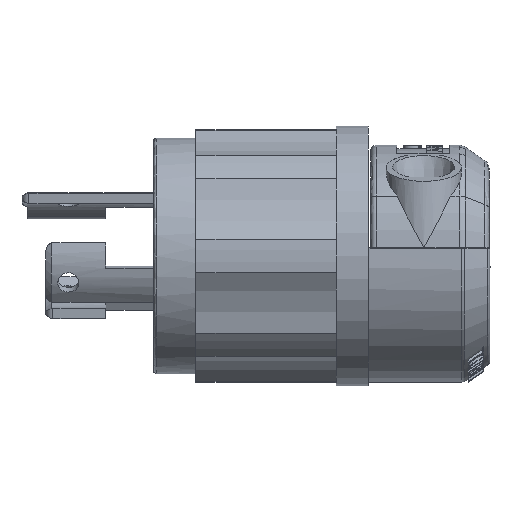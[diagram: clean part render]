
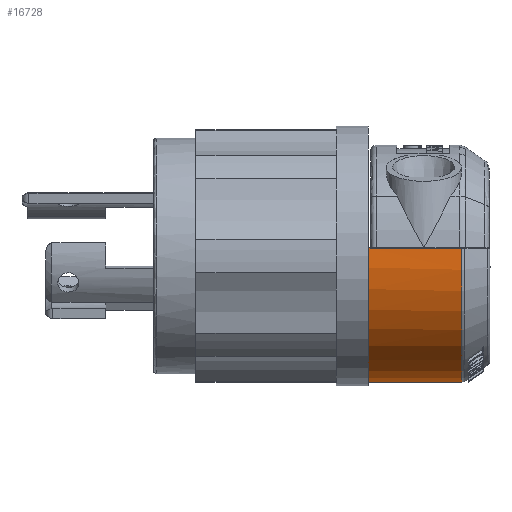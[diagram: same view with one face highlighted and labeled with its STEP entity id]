
A CAD part, front view. The second image highlights one B-rep face of the part: STEP entity #16728.
In plain terms, the highlighted cylindrical face has radius 18.936 mm (diameter 37.871 mm), a partial arc.
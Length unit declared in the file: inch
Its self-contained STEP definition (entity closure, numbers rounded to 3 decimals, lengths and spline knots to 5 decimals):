
#5685 = CARTESIAN_POINT ( 'NONE',  ( 1.01513, -0.60392, -0.16125 ) ) ;
#7239 = DIRECTION ( 'NONE',  ( -1., 0., 0. ) ) ;
#7581 = LINE ( 'NONE', #117377, #9429 ) ;
#8251 = ORIENTED_EDGE ( 'NONE', *, *, #47544, .T. ) ;
#9429 = VECTOR ( 'NONE', #85833, 39.37008 ) ;
#9784 = CARTESIAN_POINT ( 'NONE',  ( 1.01902, -0.60402, -0.16288 ) ) ;
#14923 = VERTEX_POINT ( 'NONE', #36156 ) ;
#15863 = CARTESIAN_POINT ( 'NONE',  ( 1.00799, 0.14, -0.20988 ) ) ;
#16728 = ADVANCED_FACE ( 'NONE', ( #16737 ), #69903, .T. ) ;
#16737 = FACE_OUTER_BOUND ( 'NONE', #40274, .T. ) ;
#18154 = DIRECTION ( 'NONE',  ( 1., 0., 0. ) ) ;
#19486 = AXIS2_PLACEMENT_3D ( 'NONE', #39100, #72179, #28422 ) ;
#24701 = CIRCLE ( 'NONE', #79768, 0.7455 ) ;
#27285 = CARTESIAN_POINT ( 'NONE',  ( 1.00961, -0.60354, -0.15571 ) ) ;
#28422 = DIRECTION ( 'NONE',  ( 0., -1., 0. ) ) ;
#29426 = EDGE_CURVE ( 'NONE', #89517, #66704, #24701, .T. ) ;
#34331 = EDGE_CURVE ( 'NONE', #134828, #34692, #50927, .T. ) ;
#34692 = VERTEX_POINT ( 'NONE', #95130 ) ;
#36156 = CARTESIAN_POINT ( 'NONE',  ( 1.02299, -0.60402, -0.16288 ) ) ;
#38963 = DIRECTION ( 'NONE',  ( 0., 1., 0. ) ) ;
#39100 = CARTESIAN_POINT ( 'NONE',  ( 1.56022, 0.14, -0.20988 ) ) ;
#39441 = DIRECTION ( 'NONE',  ( 1., 0., 0. ) ) ;
#40274 = EDGE_LOOP ( 'NONE', ( #112014, #8251, #59499, #69624, #77076, #118870 ) ) ;
#47544 = EDGE_CURVE ( 'NONE', #89517, #134828, #65235, .T. ) ;
#49362 = B_SPLINE_CURVE_WITH_KNOTS ( 'NONE', 3,
 ( #108055, #118896, #27285, #5685, #9784, #70343 ),
 .UNSPECIFIED., .F., .F.,
 ( 4, 2, 4 ),
 ( 0., 0.0003, 0.0006 ),
 .UNSPECIFIED. ) ;
#50927 = LINE ( 'NONE', #94747, #111245 ) ;
#54036 = CARTESIAN_POINT ( 'NONE',  ( 1.56022, -0.60402, -0.16288 ) ) ;
#56848 = CARTESIAN_POINT ( 'NONE',  ( 1.01513, 0.88392, -0.16125 ) ) ;
#59499 = ORIENTED_EDGE ( 'NONE', *, *, #34331, .T. ) ;
#65235 = B_SPLINE_CURVE_WITH_KNOTS ( 'NONE', 3,
 ( #103460, #122907, #135096, #56848, #81273, #70484 ),
 .UNSPECIFIED., .F., .F.,
 ( 4, 2, 4 ),
 ( 0., 0.0003, 0.0006 ),
 .UNSPECIFIED. ) ;
#65618 = CARTESIAN_POINT ( 'NONE',  ( 1.00799, -0.60292, -0.14788 ) ) ;
#66704 = VERTEX_POINT ( 'NONE', #65618 ) ;
#69624 = ORIENTED_EDGE ( 'NONE', *, *, #75614, .T. ) ;
#69903 = CYLINDRICAL_SURFACE ( 'NONE', #140426, 0.7455 ) ;
#70302 = CARTESIAN_POINT ( 'NONE',  ( 1.02299, 0.88402, -0.16288 ) ) ;
#70343 = CARTESIAN_POINT ( 'NONE',  ( 1.02299, -0.60402, -0.16288 ) ) ;
#70484 = CARTESIAN_POINT ( 'NONE',  ( 1.02299, 0.88402, -0.16288 ) ) ;
#72179 = DIRECTION ( 'NONE',  ( -1., 0., 0. ) ) ;
#75614 = EDGE_CURVE ( 'NONE', #34692, #122382, #111138, .T. ) ;
#77076 = ORIENTED_EDGE ( 'NONE', *, *, #82716, .T. ) ;
#79768 = AXIS2_PLACEMENT_3D ( 'NONE', #15863, #7239, #115637 ) ;
#81273 = CARTESIAN_POINT ( 'NONE',  ( 1.01902, 0.88402, -0.16288 ) ) ;
#82129 = CARTESIAN_POINT ( 'NONE',  ( 1.00799, 0.14, -0.20988 ) ) ;
#82716 = EDGE_CURVE ( 'NONE', #122382, #14923, #7581, .T. ) ;
#85833 = DIRECTION ( 'NONE',  ( -1., 0., 0. ) ) ;
#89517 = VERTEX_POINT ( 'NONE', #95669 ) ;
#94747 = CARTESIAN_POINT ( 'NONE',  ( 1.2841, 0.88402, -0.16288 ) ) ;
#95130 = CARTESIAN_POINT ( 'NONE',  ( 1.56022, 0.88402, -0.16288 ) ) ;
#95669 = CARTESIAN_POINT ( 'NONE',  ( 1.00799, 0.88292, -0.14788 ) ) ;
#103460 = CARTESIAN_POINT ( 'NONE',  ( 1.00799, 0.88292, -0.14788 ) ) ;
#108055 = CARTESIAN_POINT ( 'NONE',  ( 1.00799, -0.60292, -0.14788 ) ) ;
#111138 = CIRCLE ( 'NONE', #19486, 0.7455 ) ;
#111245 = VECTOR ( 'NONE', #39441, 39.37008 ) ;
#112014 = ORIENTED_EDGE ( 'NONE', *, *, #29426, .F. ) ;
#115637 = DIRECTION ( 'NONE',  ( 0., 1., 0. ) ) ;
#117377 = CARTESIAN_POINT ( 'NONE',  ( 1.2841, -0.60402, -0.16288 ) ) ;
#118870 = ORIENTED_EDGE ( 'NONE', *, *, #125386, .F. ) ;
#118896 = CARTESIAN_POINT ( 'NONE',  ( 1.00799, -0.60325, -0.15184 ) ) ;
#122382 = VERTEX_POINT ( 'NONE', #54036 ) ;
#122907 = CARTESIAN_POINT ( 'NONE',  ( 1.00799, 0.88325, -0.15184 ) ) ;
#125386 = EDGE_CURVE ( 'NONE', #66704, #14923, #49362, .T. ) ;
#134828 = VERTEX_POINT ( 'NONE', #70302 ) ;
#135096 = CARTESIAN_POINT ( 'NONE',  ( 1.00961, 0.88353, -0.15571 ) ) ;
#140426 = AXIS2_PLACEMENT_3D ( 'NONE', #82129, #18154, #38963 ) ;
